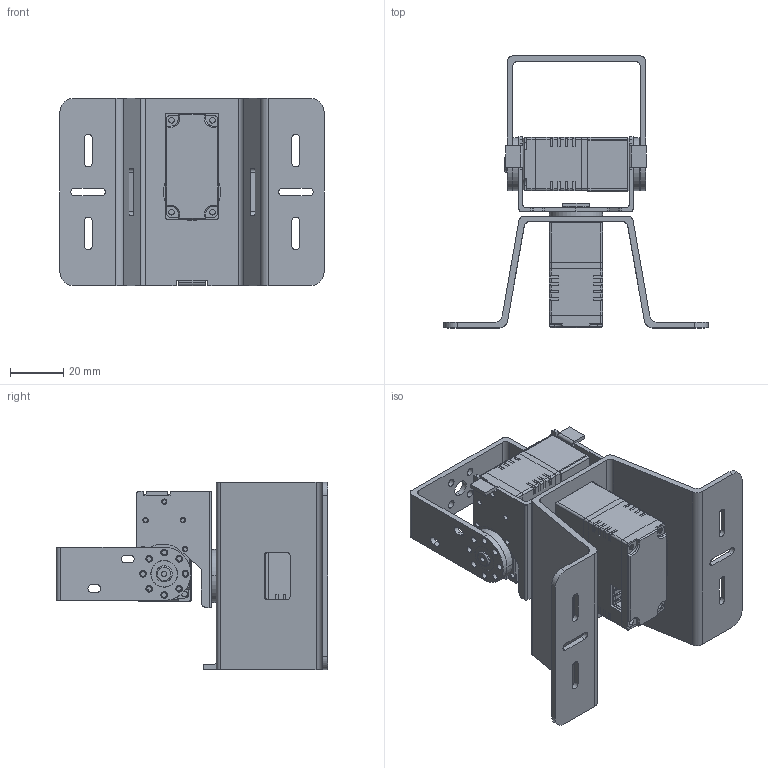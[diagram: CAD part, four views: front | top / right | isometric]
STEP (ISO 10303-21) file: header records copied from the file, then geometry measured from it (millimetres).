
FILE_DESCRIPTION (( 'STEP AP203' ), '1' );
FILE_NAME ('华馨京 大支架云台-3D.STEP', '2024-09-19T04:16:10', ( 'Windows 用户' ), ( '' ), 'SwSTEP 2.0', 'SolidWorks 2021', '' );
FILE_SCHEMA (( 'CONFIG_CONTROL_DESIGN' ));
Length unit declared in the file: millimetre
Products named in the file (22): ______.step.STEP^______ 25-50kg________-3D.STEP_______ 25-50kg________-3D_华馨京 二自由度舵机云台-3D(2)_华馨京 二自由度舵机云台-3D; ________.STEP^______ 25-50kg________-3D.STEP_______ 25-50kg________-3D_华馨京 二自由度舵机云台-3D(2)_华馨京 二自由度舵机云台-3D; __________-0^华馨京 二自由度舵机云台-3D(2)_华馨京 二自由度舵机云台-3D; __U________^华馨京 二自由度舵机云台-3D(2)_华馨京 二自由度舵机云台-3D; ____-____.STEP^______ 25-50kg________-3D.STEP_______ 25-50kg________-3D_华馨京 二自由度舵机云台-3D(2)_华馨京 二自由度舵机云台-3D; 华馨京 大支架云台-3D; __________^华馨京 二自由度舵机云台-3D(2)_华馨京 二自由度舵机云台-3D; 貌黹儔 25-50kg等粣嗆儂 3D; 狟裔ㄗ邧粣ㄘ; 3pin____.step.STEP; ______.step.STEP; ______ 25-50kg________-3D^华馨京 二自由度舵机云台-3D(2)_华馨京 二自由度舵机云台-3D; ______________,______^华馨京 二自由度舵机云台-3D(2)_华馨京 二自由度舵机云台-3D; 华馨京 二自由度舵机云台-3D(2)^华馨京 二自由度舵机云台-3D; ____________.STEP.STEP; 3pin____.step.STEP^______ 25-50kg________-3D.STEP_______ 25-50kg________-3D_华馨京 二自由度舵机云台-3D(2)_华馨京 二自由度舵机云台-3D; ________.STEP; ______ 25-50kg________-3D.STEP^______ 25-50kg________-3D_华馨京 二自由度舵机云台-3D(2)_华馨京 二自由度舵机云台-3D; ____________.step-0.STEP; ____-____.STEP; 貌黹儔 25-50kg等粣嗆儂 3D.STEP; ________________.step^华馨京 二自由度舵机云台-3D(2)_华馨京 二自由度舵机云台-3D
Assembly tree (26 placements, depth 5):
  华馨京 大支架云台-3D
    华馨京 二自由度舵机云台-3D(2)^华馨京 二自由度舵机云台-3D
      ______ 25-50kg________-3D^华馨京 二自由度舵机云台-3D(2)_华馨京 二自由度舵机云台-3D  x2
        ______ 25-50kg________-3D.STEP^______ 25-50kg________-3D_华馨京 二自由度舵机云台-3D(2)_华馨京 二自由度舵机云台-3D
          ____-____.STEP^______ 25-50kg________-3D.STEP_______ 25-50kg________-3D_华馨京 二自由度舵机云台-3D(2)_华馨京 二自由度舵机云台-3D
          ____________.STEP.STEP
          ________.STEP^______ 25-50kg________-3D.STEP_______ 25-50kg________-3D_华馨京 二自由度舵机云台-3D(2)_华馨京 二自由度舵机云台-3D
          ______.step.STEP^______ 25-50kg________-3D.STEP_______ 25-50kg________-3D_华馨京 二自由度舵机云台-3D(2)_华馨京 二自由度舵机云台-3D
          3pin____.step.STEP^______ 25-50kg________-3D.STEP_______ 25-50kg________-3D_华馨京 二自由度舵机云台-3D(2)_华馨京 二自由度舵机云台-3D  x2
      ______________,______^华馨京 二自由度舵机云台-3D(2)_华馨京 二自由度舵机云台-3D
      __________^华馨京 二自由度舵机云台-3D(2)_华馨京 二自由度舵机云台-3D
      __________-0^华馨京 二自由度舵机云台-3D(2)_华馨京 二自由度舵机云台-3D  x2
      ________________.step^华馨京 二自由度舵机云台-3D(2)_华馨京 二自由度舵机云台-3D
      __U________^华馨京 二自由度舵机云台-3D(2)_华馨京 二自由度舵机云台-3D
    貌黹儔 25-50kg等粣嗆儂 3D
      貌黹儔 25-50kg等粣嗆儂 3D.STEP
        ____________.STEP.STEP
        ____________.step-0.STEP
        ______.step.STEP
        ____-____.STEP
        ________.STEP
        3pin____.step.STEP  x2
    狟裔ㄗ邧粣ㄘ
Bounding box: 99.41 x 102.34 x 70.5 mm (x, y, z)
Volume: 59470.8 mm3; surface area: 81720.4 mm2
Topology: 44 solids, 44 shells, 2094 faces, 5811 edges, 3828 vertices
Faces by surface type: plane 1096, cylinder 858, cone 111, torus 25, bspline 4
Entity records: 48246 total; most frequent: CARTESIAN_POINT 9804, ORIENTED_EDGE 7658, DIRECTION 7430, EDGE_CURVE 3829, AXIS2_PLACEMENT_3D 2598, VERTEX_POINT 2528, LINE 2234, VECTOR 2234
